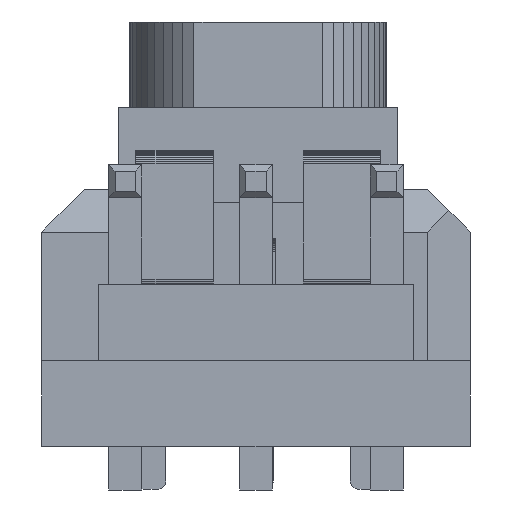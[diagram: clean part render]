
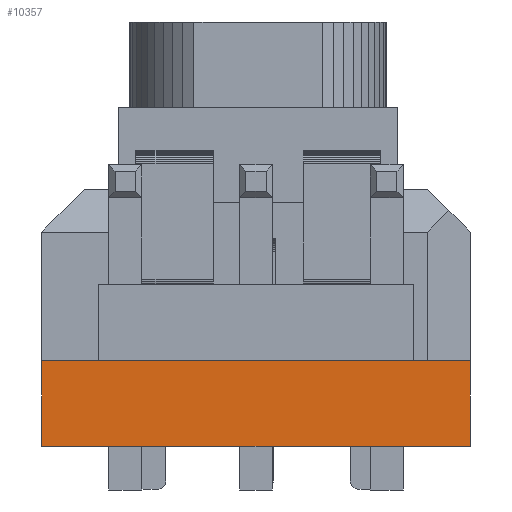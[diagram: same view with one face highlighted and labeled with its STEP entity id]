
A CAD part, front view. The second image highlights one B-rep face of the part: STEP entity #10357.
In plain terms, the highlighted planar face has unit normal (0, -1, 0).
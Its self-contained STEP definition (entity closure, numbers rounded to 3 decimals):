
#247=PLANE('',#10963);
#751=FACE_OUTER_BOUND('',#1311,.T.);
#1311=EDGE_LOOP('',(#7629,#7630,#7631,#7632));
#2019=LINE('',#14408,#3423);
#2029=LINE('',#14445,#3433);
#2032=LINE('',#14452,#3436);
#2034=LINE('',#14455,#3438);
#3423=VECTOR('',#11821,10.);
#3433=VECTOR('',#11867,10.);
#3436=VECTOR('',#11874,10.);
#3438=VECTOR('',#11878,10.);
#4768=VERTEX_POINT('',#14405);
#4769=VERTEX_POINT('',#14407);
#4778=VERTEX_POINT('',#14443);
#4780=VERTEX_POINT('',#14451);
#5851=EDGE_CURVE('',#4768,#4769,#2019,.T.);
#5870=EDGE_CURVE('',#4778,#4768,#2029,.T.);
#5873=EDGE_CURVE('',#4780,#4769,#2032,.T.);
#5875=EDGE_CURVE('',#4778,#4780,#2034,.T.);
#7629=ORIENTED_EDGE('',*,*,#5875,.T.);
#7630=ORIENTED_EDGE('',*,*,#5873,.T.);
#7631=ORIENTED_EDGE('',*,*,#5851,.F.);
#7632=ORIENTED_EDGE('',*,*,#5870,.F.);
#10357=ADVANCED_FACE('',(#751),#247,.T.);
#10963=AXIS2_PLACEMENT_3D('',#14454,#11876,#11877);
#11821=DIRECTION('',(1.,0.,0.));
#11867=DIRECTION('',(0.,0.,1.));
#11874=DIRECTION('',(0.,0.,1.));
#11876=DIRECTION('center_axis',(0.,-1.,0.));
#11877=DIRECTION('ref_axis',(1.,0.,0.));
#11878=DIRECTION('',(1.,0.,0.));
#14405=CARTESIAN_POINT('',(0.,0.,2.));
#14407=CARTESIAN_POINT('',(10.,0.,2.));
#14408=CARTESIAN_POINT('',(0.,0.,2.));
#14443=CARTESIAN_POINT('',(0.,0.,0.));
#14445=CARTESIAN_POINT('',(0.,0.,0.));
#14451=CARTESIAN_POINT('',(10.,0.,0.));
#14452=CARTESIAN_POINT('',(10.,0.,0.));
#14454=CARTESIAN_POINT('Origin',(0.,0.,0.));
#14455=CARTESIAN_POINT('',(0.,0.,0.));
